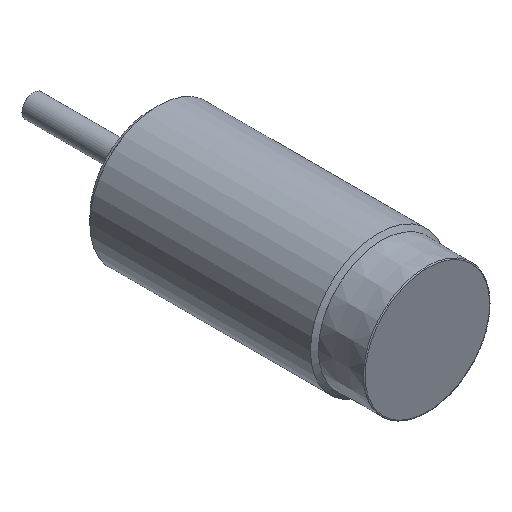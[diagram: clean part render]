
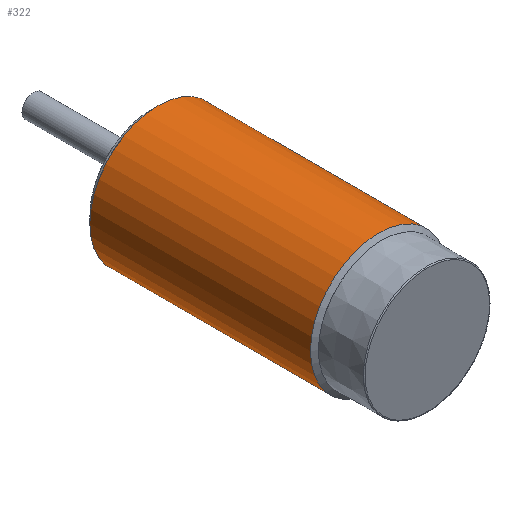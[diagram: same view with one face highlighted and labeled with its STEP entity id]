
A CAD part, isometric view. The second image highlights one B-rep face of the part: STEP entity #322.
In plain terms, the highlighted cylindrical face has radius 15 mm (diameter 30 mm), a full revolution.
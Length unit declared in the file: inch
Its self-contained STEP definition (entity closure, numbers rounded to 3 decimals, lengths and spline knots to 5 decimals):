
#11 = FACE_OUTER_BOUND ( 'NONE', #582, .T. ) ;
#12 = DIRECTION ( 'NONE',  ( 0., 1., 0. ) ) ;
#103 = DIRECTION ( 'NONE',  ( 0., 0., -1. ) ) ;
#106 = EDGE_LOOP ( 'NONE', ( #241 ) ) ;
#159 = DIRECTION ( 'NONE',  ( 0., -1., 0. ) ) ;
#160 = EDGE_CURVE ( 'NONE', #583, #583, #471, .T. ) ;
#169 = CIRCLE ( 'NONE', #509, 0.59055 ) ;
#211 = ORIENTED_EDGE ( 'NONE', *, *, #334, .T. ) ;
#216 = DIRECTION ( 'NONE',  ( 0., -1., 0. ) ) ;
#241 = ORIENTED_EDGE ( 'NONE', *, *, #160, .T. ) ;
#255 = CARTESIAN_POINT ( 'NONE',  ( 0., 0.09843, 0. ) ) ;
#258 = CARTESIAN_POINT ( 'NONE',  ( 0., -0.02841, 0. ) ) ;
#305 = DIRECTION ( 'NONE',  ( 0., 0., -1. ) ) ;
#306 = CARTESIAN_POINT ( 'NONE',  ( 0., -1.94009, -0.59055 ) ) ;
#322 = ADVANCED_FACE ( 'NONE', ( #502, #11 ), #343, .T. ) ;
#334 = EDGE_CURVE ( 'NONE', #486, #486, #169, .T. ) ;
#343 = CYLINDRICAL_SURFACE ( 'NONE', #624, 0.59055 ) ;
#381 = AXIS2_PLACEMENT_3D ( 'NONE', #258, #159, #305 ) ;
#455 = CARTESIAN_POINT ( 'NONE',  ( 0., -1.94009, 0. ) ) ;
#471 = CIRCLE ( 'NONE', #381, 0.59055 ) ;
#486 = VERTEX_POINT ( 'NONE', #306 ) ;
#502 = FACE_OUTER_BOUND ( 'NONE', #106, .T. ) ;
#509 = AXIS2_PLACEMENT_3D ( 'NONE', #455, #12, #103 ) ;
#562 = DIRECTION ( 'NONE',  ( 0., 0., -1. ) ) ;
#582 = EDGE_LOOP ( 'NONE', ( #211 ) ) ;
#583 = VERTEX_POINT ( 'NONE', #618 ) ;
#618 = CARTESIAN_POINT ( 'NONE',  ( 0., -0.02841, -0.59055 ) ) ;
#624 = AXIS2_PLACEMENT_3D ( 'NONE', #255, #216, #562 ) ;
